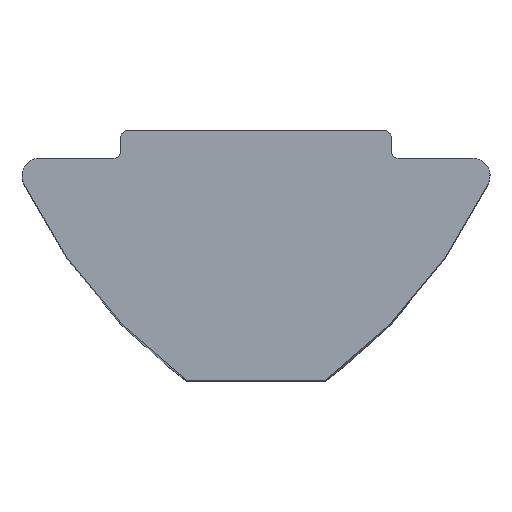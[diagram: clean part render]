
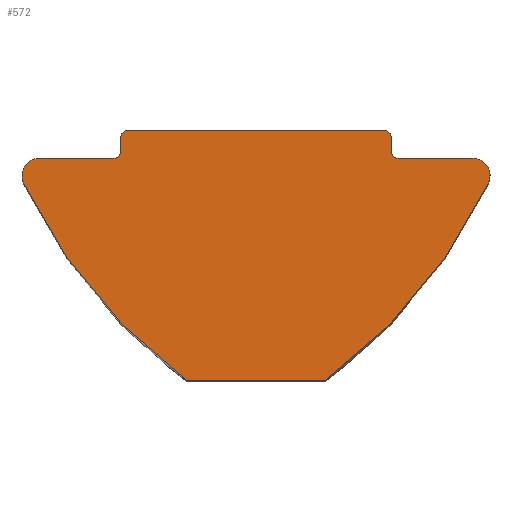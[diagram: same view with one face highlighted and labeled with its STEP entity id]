
A CAD part, top view. The second image highlights one B-rep face of the part: STEP entity #572.
In plain terms, the highlighted planar face has unit normal (0, 0, 1).
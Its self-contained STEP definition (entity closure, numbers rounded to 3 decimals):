
#23=PLANE('',#644);
#56=FACE_OUTER_BOUND('',#87,.T.);
#87=EDGE_LOOP('',(#438,#439,#440,#441,#442,#443,#444,#445,#446,#447,#448,
#449,#450,#451,#452));
#113=LINE('',#929,#154);
#116=LINE('',#941,#157);
#127=LINE('',#1008,#168);
#128=LINE('',#1012,#169);
#132=LINE('',#1021,#173);
#138=LINE('',#1035,#179);
#154=VECTOR('',#720,1000.);
#157=VECTOR('',#731,1000.);
#168=VECTOR('',#770,1000.);
#169=VECTOR('',#773,1000.);
#173=VECTOR('',#779,1000.);
#179=VECTOR('',#789,1000.);
#189=CIRCLE('',#618,0.5);
#194=CIRCLE('',#627,0.5);
#196=CIRCLE('',#630,15.);
#199=CIRCLE('',#635,15.);
#201=CIRCLE('',#638,0.5);
#203=CIRCLE('',#645,0.2);
#204=CIRCLE('',#646,0.2);
#205=CIRCLE('',#647,0.2);
#206=CIRCLE('',#648,0.2);
#233=VERTEX_POINT('',#914);
#234=VERTEX_POINT('',#915);
#237=VERTEX_POINT('',#923);
#239=VERTEX_POINT('',#927);
#243=VERTEX_POINT('',#939);
#244=VERTEX_POINT('',#940);
#250=VERTEX_POINT('',#994);
#252=VERTEX_POINT('',#1000);
#254=VERTEX_POINT('',#1006);
#255=VERTEX_POINT('',#1010);
#256=VERTEX_POINT('',#1011);
#259=VERTEX_POINT('',#1019);
#260=VERTEX_POINT('',#1020);
#265=VERTEX_POINT('',#1032);
#266=VERTEX_POINT('',#1034);
#288=EDGE_CURVE('',#233,#234,#189,.T.);
#295=EDGE_CURVE('',#237,#239,#113,.T.);
#300=EDGE_CURVE('',#243,#244,#116,.T.);
#304=EDGE_CURVE('',#244,#233,#194,.T.);
#306=EDGE_CURVE('',#234,#237,#196,.T.);
#316=EDGE_CURVE('',#239,#250,#199,.T.);
#319=EDGE_CURVE('',#250,#252,#201,.T.);
#322=EDGE_CURVE('',#252,#254,#127,.T.);
#323=EDGE_CURVE('',#255,#256,#128,.T.);
#327=EDGE_CURVE('',#259,#260,#132,.T.);
#334=EDGE_CURVE('',#266,#265,#138,.T.);
#336=EDGE_CURVE('',#256,#259,#203,.T.);
#337=EDGE_CURVE('',#260,#266,#204,.T.);
#338=EDGE_CURVE('',#265,#243,#205,.T.);
#339=EDGE_CURVE('',#254,#255,#206,.T.);
#438=ORIENTED_EDGE('',*,*,#323,.T.);
#439=ORIENTED_EDGE('',*,*,#336,.T.);
#440=ORIENTED_EDGE('',*,*,#327,.T.);
#441=ORIENTED_EDGE('',*,*,#337,.T.);
#442=ORIENTED_EDGE('',*,*,#334,.T.);
#443=ORIENTED_EDGE('',*,*,#338,.T.);
#444=ORIENTED_EDGE('',*,*,#300,.T.);
#445=ORIENTED_EDGE('',*,*,#304,.T.);
#446=ORIENTED_EDGE('',*,*,#288,.T.);
#447=ORIENTED_EDGE('',*,*,#306,.T.);
#448=ORIENTED_EDGE('',*,*,#295,.T.);
#449=ORIENTED_EDGE('',*,*,#316,.T.);
#450=ORIENTED_EDGE('',*,*,#319,.T.);
#451=ORIENTED_EDGE('',*,*,#322,.T.);
#452=ORIENTED_EDGE('',*,*,#339,.T.);
#572=ADVANCED_FACE('',(#56),#23,.T.);
#618=AXIS2_PLACEMENT_3D('',#916,#708,#709);
#627=AXIS2_PLACEMENT_3D('',#948,#737,#738);
#630=AXIS2_PLACEMENT_3D('',#951,#743,#744);
#635=AXIS2_PLACEMENT_3D('',#996,#757,#758);
#638=AXIS2_PLACEMENT_3D('',#1002,#764,#765);
#644=AXIS2_PLACEMENT_3D('',#1037,#791,#792);
#645=AXIS2_PLACEMENT_3D('',#1038,#793,#794);
#646=AXIS2_PLACEMENT_3D('',#1039,#795,#796);
#647=AXIS2_PLACEMENT_3D('',#1040,#797,#798);
#648=AXIS2_PLACEMENT_3D('',#1041,#799,#800);
#708=DIRECTION('center_axis',(0.,0.,1.));
#709=DIRECTION('ref_axis',(1.,0.,0.));
#720=DIRECTION('',(1.,0.,0.));
#731=DIRECTION('',(-1.,0.,0.));
#737=DIRECTION('center_axis',(0.,0.,1.));
#738=DIRECTION('ref_axis',(1.,0.,0.));
#743=DIRECTION('center_axis',(0.,0.,1.));
#744=DIRECTION('ref_axis',(1.,0.,0.));
#757=DIRECTION('center_axis',(0.,0.,1.));
#758=DIRECTION('ref_axis',(-1.,0.,0.));
#764=DIRECTION('center_axis',(0.,0.,1.));
#765=DIRECTION('ref_axis',(-1.,0.,0.));
#770=DIRECTION('',(-1.,0.,0.));
#773=DIRECTION('',(0.,1.,0.));
#779=DIRECTION('',(-1.,0.,0.));
#789=DIRECTION('',(0.,-1.,0.));
#791=DIRECTION('center_axis',(0.,0.,1.));
#792=DIRECTION('ref_axis',(1.,0.,0.));
#793=DIRECTION('center_axis',(0.,0.,1.));
#794=DIRECTION('ref_axis',(1.,0.,0.));
#795=DIRECTION('center_axis',(0.,0.,1.));
#796=DIRECTION('ref_axis',(1.,0.,0.));
#797=DIRECTION('center_axis',(0.,0.,-1.));
#798=DIRECTION('ref_axis',(1.,0.,0.));
#799=DIRECTION('center_axis',(0.,0.,-1.));
#800=DIRECTION('ref_axis',(1.,0.,0.));
#914=CARTESIAN_POINT('',(-6.75,-1.3,22.));
#915=CARTESIAN_POINT('',(-6.702,-1.514,22.));
#916=CARTESIAN_POINT('Origin',(-6.25,-1.3,22.));
#923=CARTESIAN_POINT('',(-2.,-7.2,22.));
#927=CARTESIAN_POINT('',(2.,-7.2,22.));
#929=CARTESIAN_POINT('',(-2.,-7.2,22.));
#939=CARTESIAN_POINT('',(-4.1,-0.8,22.));
#940=CARTESIAN_POINT('',(-6.25,-0.8,22.));
#941=CARTESIAN_POINT('',(-3.9,-0.8,22.));
#948=CARTESIAN_POINT('Origin',(-6.25,-1.3,22.));
#951=CARTESIAN_POINT('Origin',(6.854,4.908,22.));
#994=CARTESIAN_POINT('',(6.702,-1.514,22.));
#996=CARTESIAN_POINT('Origin',(-6.854,4.908,22.));
#1000=CARTESIAN_POINT('',(6.25,-0.8,22.));
#1002=CARTESIAN_POINT('Origin',(6.25,-1.3,22.));
#1006=CARTESIAN_POINT('',(4.1,-0.8,22.));
#1008=CARTESIAN_POINT('',(3.9,-0.8,22.));
#1010=CARTESIAN_POINT('',(3.9,-0.6,22.));
#1011=CARTESIAN_POINT('',(3.9,-0.2,22.));
#1012=CARTESIAN_POINT('',(3.9,0.,22.));
#1019=CARTESIAN_POINT('',(3.7,0.,22.));
#1020=CARTESIAN_POINT('',(-3.7,0.,22.));
#1021=CARTESIAN_POINT('',(3.9,0.,22.));
#1032=CARTESIAN_POINT('',(-3.9,-0.6,22.));
#1034=CARTESIAN_POINT('',(-3.9,-0.2,22.));
#1035=CARTESIAN_POINT('',(-3.9,0.,22.));
#1037=CARTESIAN_POINT('Origin',(-6.25,-1.3,22.));
#1038=CARTESIAN_POINT('Origin',(3.7,-0.2,22.));
#1039=CARTESIAN_POINT('Origin',(-3.7,-0.2,22.));
#1040=CARTESIAN_POINT('Origin',(-4.1,-0.6,22.));
#1041=CARTESIAN_POINT('Origin',(4.1,-0.6,22.));
